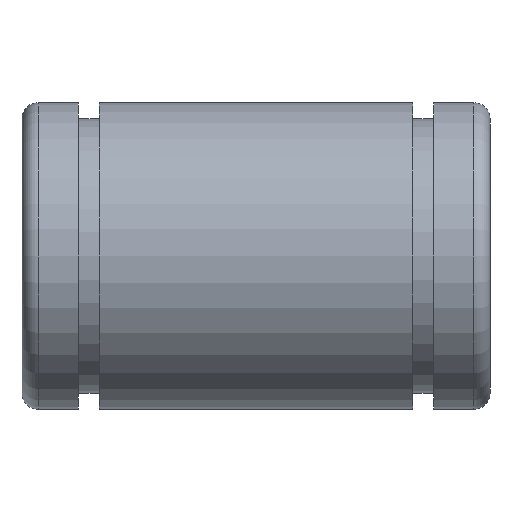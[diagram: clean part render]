
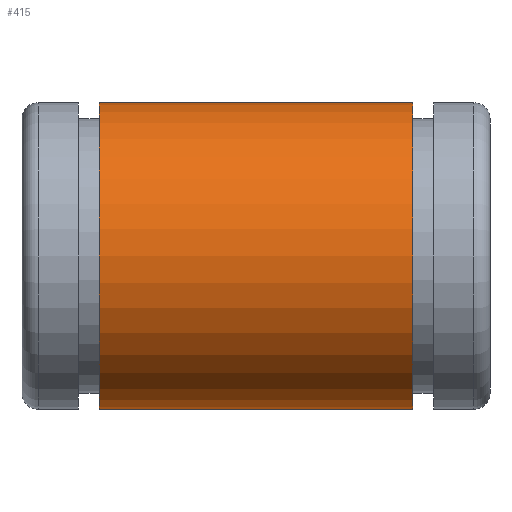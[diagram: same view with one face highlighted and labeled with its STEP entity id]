
A CAD part, front view. The second image highlights one B-rep face of the part: STEP entity #415.
In plain terms, the highlighted cylindrical face has radius 9.5 mm (diameter 19 mm), a full revolution.
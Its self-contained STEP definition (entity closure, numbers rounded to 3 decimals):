
#221=CARTESIAN_POINT('',(-9.7,0.0,9.5));
#222=VERTEX_POINT('',#221);
#223=CARTESIAN_POINT('',(-9.7,0.0,0.0));
#224=DIRECTION('',(-1.0,0.0,0.0));
#225=DIRECTION('',(0.0,0.0,1.0));
#226=AXIS2_PLACEMENT_3D('',#223,#224,#225);
#227=CIRCLE('',#226,9.5);
#228=EDGE_CURVE('',#222,#222,#227,.T.);
#389=CARTESIAN_POINT('',(9.7,0.0,9.5));
#390=VERTEX_POINT('',#389);
#391=CARTESIAN_POINT('',(9.7,0.0,0.0));
#392=DIRECTION('',(-1.0,0.0,0.0));
#393=DIRECTION('',(0.0,0.0,1.0));
#394=AXIS2_PLACEMENT_3D('',#391,#392,#393);
#395=CIRCLE('',#394,9.5);
#396=EDGE_CURVE('',#390,#390,#395,.T.);
#404=CARTESIAN_POINT('',(4.85,0.0,0.0));
#405=DIRECTION('',(-1.0,0.0,0.0));
#406=DIRECTION('',(0.0,0.0,1.0));
#407=AXIS2_PLACEMENT_3D('',#404,#405,#406);
#408=CYLINDRICAL_SURFACE('',#407,9.5);
#409=ORIENTED_EDGE('',*,*,#228,.F.);
#410=EDGE_LOOP('',(#409));
#411=FACE_OUTER_BOUND('',#410,.T.);
#412=ORIENTED_EDGE('',*,*,#396,.T.);
#413=EDGE_LOOP('',(#412));
#414=FACE_BOUND('',#413,.T.);
#415=ADVANCED_FACE('',(#411,#414),#408,.T.);
